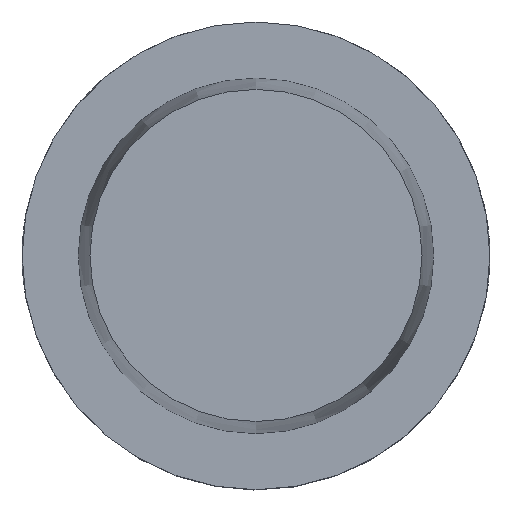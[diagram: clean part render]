
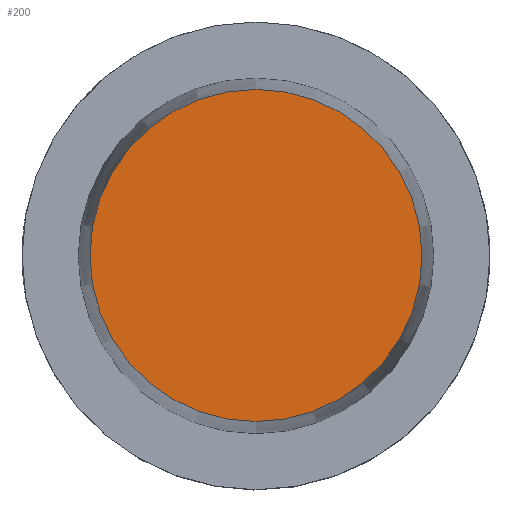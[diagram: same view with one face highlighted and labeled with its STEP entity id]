
A CAD part, top view. The second image highlights one B-rep face of the part: STEP entity #200.
In plain terms, the highlighted planar face has unit normal (0, 0, 1).
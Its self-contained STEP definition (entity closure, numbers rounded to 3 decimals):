
#200=ADVANCED_FACE('240[2]',(#579),#580,.T.);
#253=EDGE_CURVE('240[2]',#662,#662,#663,.T.);
#579=FACE_OUTER_BOUND('',#1085,.T.);
#580=PLANE('',#1086);
#662=VERTEX_POINT('',#1210);
#663=CIRCLE('',#1211,35.5);
#1085=EDGE_LOOP('',(#2069));
#1086=AXIS2_PLACEMENT_3D('',#2070,#2071,#2072);
#1210=CARTESIAN_POINT('',(0.,35.5,50.0));
#1211=AXIS2_PLACEMENT_3D('',#2164,#2165,#2166);
#2069=ORIENTED_EDGE('',*,*,#253,.F.);
#2070=CARTESIAN_POINT('',(0.,17.75,50.0));
#2071=DIRECTION('',(0.,0.,1.0));
#2072=DIRECTION('',(0.,-1.0,0.));
#2164=CARTESIAN_POINT('',(0.,0.,50.0));
#2165=DIRECTION('',(0.,0.,-1.0));
#2166=DIRECTION('',(0.,1.0,0.));
